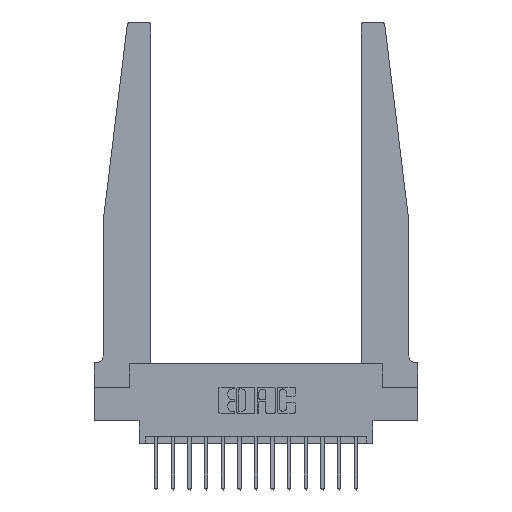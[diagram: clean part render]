
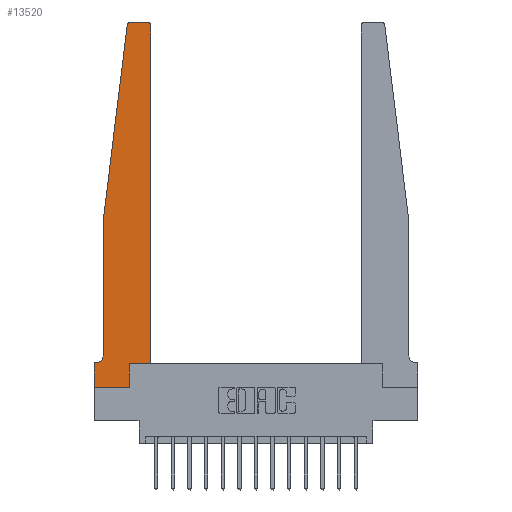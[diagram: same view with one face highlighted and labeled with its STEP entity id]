
A CAD part, top view. The second image highlights one B-rep face of the part: STEP entity #13520.
In plain terms, the highlighted planar face has unit normal (0, 0, 1).
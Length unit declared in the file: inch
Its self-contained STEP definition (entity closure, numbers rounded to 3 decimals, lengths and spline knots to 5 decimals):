
#162 = EDGE_CURVE ( 'NONE', #14017, #2408, #11878, .T. ) ;
#217 = ORIENTED_EDGE ( 'NONE', *, *, #7785, .T. ) ;
#436 = ORIENTED_EDGE ( 'NONE', *, *, #14395, .T. ) ;
#624 = VERTEX_POINT ( 'NONE', #2230 ) ;
#767 = VERTEX_POINT ( 'NONE', #14625 ) ;
#852 = CARTESIAN_POINT ( 'NONE',  ( 0.395, 2.75, 0.37 ) ) ;
#931 = EDGE_CURVE ( 'NONE', #767, #4132, #4589, .T. ) ;
#1342 = ORIENTED_EDGE ( 'NONE', *, *, #931, .T. ) ;
#1580 = DIRECTION ( 'NONE',  ( 0., -1., 0. ) ) ;
#1632 = EDGE_CURVE ( 'NONE', #2408, #2771, #14990, .T. ) ;
#1743 = EDGE_CURVE ( 'NONE', #3447, #11364, #11796, .T. ) ;
#2000 = LINE ( 'NONE', #8935, #10651 ) ;
#2058 = AXIS2_PLACEMENT_3D ( 'NONE', #7756, #13522, #2278 ) ;
#2190 = DIRECTION ( 'NONE',  ( -1., 0., 0. ) ) ;
#2230 = CARTESIAN_POINT ( 'NONE',  ( 0., 0.1875, 0.37 ) ) ;
#2278 = DIRECTION ( 'NONE',  ( 1., 0., 0. ) ) ;
#2408 = VERTEX_POINT ( 'NONE', #9703 ) ;
#2771 = VERTEX_POINT ( 'NONE', #852 ) ;
#2922 = ORIENTED_EDGE ( 'NONE', *, *, #4539, .T. ) ;
#3210 = AXIS2_PLACEMENT_3D ( 'NONE', #13949, #16833, #3256 ) ;
#3256 = DIRECTION ( 'NONE',  ( -1., 0., 0. ) ) ;
#3447 = VERTEX_POINT ( 'NONE', #5479 ) ;
#3508 = CARTESIAN_POINT ( 'NONE',  ( 0., 0.1875, 0.37 ) ) ;
#3758 = VECTOR ( 'NONE', #14762, 39.37008 ) ;
#3766 = CARTESIAN_POINT ( 'NONE',  ( 0.2605, 0.18, 0.37 ) ) ;
#3814 = ORIENTED_EDGE ( 'NONE', *, *, #6406, .T. ) ;
#3896 = CARTESIAN_POINT ( 'NONE',  ( 0.065, 1.25, 0.37 ) ) ;
#4132 = VERTEX_POINT ( 'NONE', #3896 ) ;
#4284 = CARTESIAN_POINT ( 'NONE',  ( 0.015, 0.1875, 0.37 ) ) ;
#4539 = EDGE_CURVE ( 'NONE', #12118, #767, #15940, .T. ) ;
#4589 = LINE ( 'NONE', #6111, #11612 ) ;
#4635 = ORIENTED_EDGE ( 'NONE', *, *, #162, .T. ) ;
#5197 = CARTESIAN_POINT ( 'NONE',  ( 0.425, 0.18, 0.37 ) ) ;
#5209 = ORIENTED_EDGE ( 'NONE', *, *, #6035, .T. ) ;
#5349 = CARTESIAN_POINT ( 'NONE',  ( 0.425, 0.18, 0.37 ) ) ;
#5464 = CARTESIAN_POINT ( 'NONE',  ( 0.065, 1.25, 0.37 ) ) ;
#5474 = VECTOR ( 'NONE', #10190, 39.37008 ) ;
#5479 = CARTESIAN_POINT ( 'NONE',  ( 0.065, 0.2375, 0.37 ) ) ;
#6035 = EDGE_CURVE ( 'NONE', #8289, #13566, #12023, .T. ) ;
#6111 = CARTESIAN_POINT ( 'NONE',  ( 0.065, 1.25, 0.37 ) ) ;
#6305 = PLANE ( 'NONE',  #7778 ) ;
#6392 = DIRECTION ( 'NONE',  ( 0., 0., 1. ) ) ;
#6406 = EDGE_CURVE ( 'NONE', #11364, #624, #9017, .T. ) ;
#6421 = ORIENTED_EDGE ( 'NONE', *, *, #1743, .T. ) ;
#6781 = ORIENTED_EDGE ( 'NONE', *, *, #14382, .T. ) ;
#7228 = ORIENTED_EDGE ( 'NONE', *, *, #1632, .T. ) ;
#7345 = CARTESIAN_POINT ( 'NONE',  ( 0., 0., 0.37 ) ) ;
#7426 = LINE ( 'NONE', #17030, #17260 ) ;
#7524 = DIRECTION ( 'NONE',  ( -0.122, -0.992, 0. ) ) ;
#7656 = CARTESIAN_POINT ( 'NONE',  ( 0., 0., 0.37 ) ) ;
#7670 = DIRECTION ( 'NONE',  ( 0., -1., 0. ) ) ;
#7756 = CARTESIAN_POINT ( 'NONE',  ( 0.395, 2.72, 0.37 ) ) ;
#7778 = AXIS2_PLACEMENT_3D ( 'NONE', #3508, #6392, #15909 ) ;
#7785 = EDGE_CURVE ( 'NONE', #13566, #14017, #11169, .T. ) ;
#8289 = VERTEX_POINT ( 'NONE', #10156 ) ;
#8935 = CARTESIAN_POINT ( 'NONE',  ( 0.25, 2.75, 0.37 ) ) ;
#9017 = LINE ( 'NONE', #10631, #3758 ) ;
#9469 = DIRECTION ( 'NONE',  ( 1., 0., 0. ) ) ;
#9703 = CARTESIAN_POINT ( 'NONE',  ( 0.425, 2.72, 0.37 ) ) ;
#10089 = CARTESIAN_POINT ( 'NONE',  ( 0.27653, 2.72, 0.37 ) ) ;
#10156 = CARTESIAN_POINT ( 'NONE',  ( 0.2605, 0., 0.37 ) ) ;
#10190 = DIRECTION ( 'NONE',  ( 0., 1., 0. ) ) ;
#10471 = LINE ( 'NONE', #7345, #14653 ) ;
#10486 = AXIS2_PLACEMENT_3D ( 'NONE', #10089, #16997, #12869 ) ;
#10631 = CARTESIAN_POINT ( 'NONE',  ( 0.065, 0.1875, 0.37 ) ) ;
#10651 = VECTOR ( 'NONE', #2190, 39.37008 ) ;
#11132 = EDGE_LOOP ( 'NONE', ( #6781, #2922, #1342, #16355, #6421, #3814, #436, #14758, #5209, #217, #4635, #7228 ) ) ;
#11169 = LINE ( 'NONE', #5349, #15736 ) ;
#11345 = EDGE_CURVE ( 'NONE', #4132, #3447, #16687, .T. ) ;
#11364 = VERTEX_POINT ( 'NONE', #4284 ) ;
#11479 = VECTOR ( 'NONE', #1580, 39.37008 ) ;
#11612 = VECTOR ( 'NONE', #7524, 39.37008 ) ;
#11796 = CIRCLE ( 'NONE', #3210, 0.05 ) ;
#11878 = LINE ( 'NONE', #14390, #5474 ) ;
#12023 = LINE ( 'NONE', #13644, #14611 ) ;
#12118 = VERTEX_POINT ( 'NONE', #15266 ) ;
#12869 = DIRECTION ( 'NONE',  ( 1., 0., 0. ) ) ;
#13478 = FACE_OUTER_BOUND ( 'NONE', #11132, .T. ) ;
#13520 = ADVANCED_FACE ( 'NONE', ( #13478 ), #6305, .T. ) ;
#13522 = DIRECTION ( 'NONE',  ( 0., 0., 1. ) ) ;
#13566 = VERTEX_POINT ( 'NONE', #3766 ) ;
#13644 = CARTESIAN_POINT ( 'NONE',  ( 0.2605, 0.18, 0.37 ) ) ;
#13949 = CARTESIAN_POINT ( 'NONE',  ( 0.015, 0.2375, 0.37 ) ) ;
#14017 = VERTEX_POINT ( 'NONE', #5197 ) ;
#14382 = EDGE_CURVE ( 'NONE', #2771, #12118, #2000, .T. ) ;
#14390 = CARTESIAN_POINT ( 'NONE',  ( 0.425, 0.18, 0.37 ) ) ;
#14395 = EDGE_CURVE ( 'NONE', #624, #17233, #10471, .T. ) ;
#14611 = VECTOR ( 'NONE', #17501, 39.37008 ) ;
#14625 = CARTESIAN_POINT ( 'NONE',  ( 0.24675, 2.72367, 0.37 ) ) ;
#14653 = VECTOR ( 'NONE', #7670, 39.37008 ) ;
#14758 = ORIENTED_EDGE ( 'NONE', *, *, #15600, .T. ) ;
#14762 = DIRECTION ( 'NONE',  ( -1., 0., 0. ) ) ;
#14990 = CIRCLE ( 'NONE', #2058, 0.03 ) ;
#15266 = CARTESIAN_POINT ( 'NONE',  ( 0.27653, 2.75, 0.37 ) ) ;
#15600 = EDGE_CURVE ( 'NONE', #17233, #8289, #7426, .T. ) ;
#15736 = VECTOR ( 'NONE', #9469, 39.37008 ) ;
#15909 = DIRECTION ( 'NONE',  ( 1., 0., 0. ) ) ;
#15940 = CIRCLE ( 'NONE', #10486, 0.03 ) ;
#16355 = ORIENTED_EDGE ( 'NONE', *, *, #11345, .T. ) ;
#16687 = LINE ( 'NONE', #5464, #11479 ) ;
#16833 = DIRECTION ( 'NONE',  ( 0., 0., -1. ) ) ;
#16997 = DIRECTION ( 'NONE',  ( 0., 0., 1. ) ) ;
#17030 = CARTESIAN_POINT ( 'NONE',  ( 0., 0., 0.37 ) ) ;
#17114 = DIRECTION ( 'NONE',  ( 1., 0., 0. ) ) ;
#17233 = VERTEX_POINT ( 'NONE', #7656 ) ;
#17260 = VECTOR ( 'NONE', #17114, 39.37008 ) ;
#17501 = DIRECTION ( 'NONE',  ( 0., 1., 0. ) ) ;
